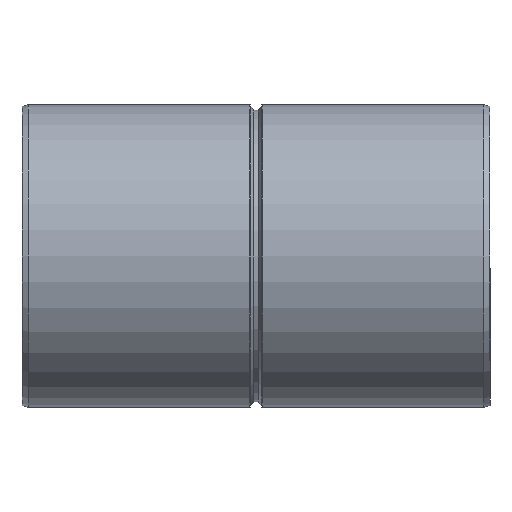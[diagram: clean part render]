
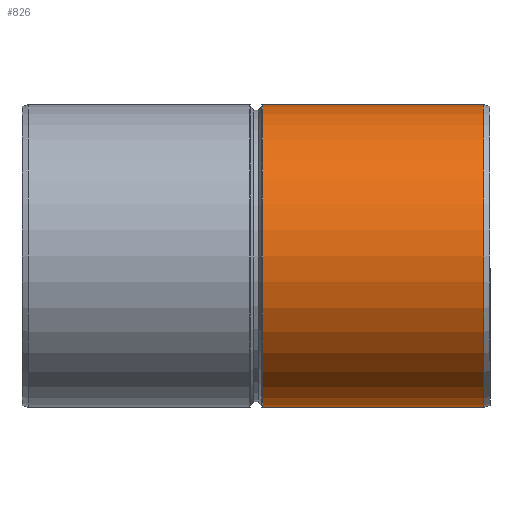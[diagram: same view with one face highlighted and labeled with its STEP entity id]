
A CAD part, front view. The second image highlights one B-rep face of the part: STEP entity #826.
In plain terms, the highlighted cylindrical face has radius 22 mm (diameter 44 mm), a full revolution.
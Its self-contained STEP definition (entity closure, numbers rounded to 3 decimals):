
#25=B_SPLINE_CURVE_WITH_KNOTS('',3,(#1391,#1392,#1393,#1394,#1395,#1396,
#1397,#1398,#1399,#1400,#1401,#1402,#1403,#1404,#1405,#1406),
 .UNSPECIFIED.,.T.,.F.,(4,1,1,1,1,1,1,1,1,1,1,1,1,4),(-3.625,
-3.452,-3.28,-3.107,-2.934,
-2.589,-2.474,-2.244,-2.129,
-1.899,-1.726,-1.554,-1.381,
-1.208),.UNSPECIFIED.);
#26=B_SPLINE_CURVE_WITH_KNOTS('',3,(#1408,#1409,#1410,#1411,#1412,#1413,
#1414,#1415,#1416,#1417,#1418,#1419,#1420,#1421,#1422,#1423),
 .UNSPECIFIED.,.T.,.F.,(4,1,1,1,1,1,1,1,1,1,1,1,1,4),(-3.625,
-3.452,-3.28,-3.107,-2.934,
-2.762,-2.589,-2.359,-2.244,
-1.899,-1.726,-1.554,-1.381,
-1.208),.UNSPECIFIED.);
#45=FACE_BOUND('',#162,.T.);
#46=FACE_BOUND('',#163,.T.);
#101=FACE_OUTER_BOUND('',#161,.T.);
#161=EDGE_LOOP('',(#594,#595,#596,#597,#598,#599));
#162=EDGE_LOOP('',(#600));
#163=EDGE_LOOP('',(#601));
#207=LINE('',#1385,#234);
#234=VECTOR('',#1140,22.);
#283=CIRCLE('',#938,22.);
#284=CIRCLE('',#939,22.);
#285=CIRCLE('',#940,22.);
#286=CIRCLE('',#941,22.);
#356=VERTEX_POINT('',#1381);
#357=VERTEX_POINT('',#1382);
#358=VERTEX_POINT('',#1384);
#359=VERTEX_POINT('',#1386);
#360=VERTEX_POINT('',#1390);
#361=VERTEX_POINT('',#1407);
#444=EDGE_CURVE('',#356,#357,#283,.T.);
#445=EDGE_CURVE('',#356,#358,#207,.T.);
#446=EDGE_CURVE('',#359,#358,#284,.T.);
#447=EDGE_CURVE('',#358,#359,#285,.T.);
#448=EDGE_CURVE('',#357,#356,#286,.T.);
#449=EDGE_CURVE('',#360,#360,#25,.T.);
#450=EDGE_CURVE('',#361,#361,#26,.T.);
#594=ORIENTED_EDGE('',*,*,#444,.F.);
#595=ORIENTED_EDGE('',*,*,#445,.T.);
#596=ORIENTED_EDGE('',*,*,#446,.F.);
#597=ORIENTED_EDGE('',*,*,#447,.F.);
#598=ORIENTED_EDGE('',*,*,#445,.F.);
#599=ORIENTED_EDGE('',*,*,#448,.F.);
#600=ORIENTED_EDGE('',*,*,#449,.F.);
#601=ORIENTED_EDGE('',*,*,#450,.F.);
#740=CYLINDRICAL_SURFACE('',#937,22.);
#826=ADVANCED_FACE('',(#101,#45,#46),#740,.T.);
#937=AXIS2_PLACEMENT_3D('',#1380,#1136,#1137);
#938=AXIS2_PLACEMENT_3D('',#1383,#1138,#1139);
#939=AXIS2_PLACEMENT_3D('',#1387,#1141,#1142);
#940=AXIS2_PLACEMENT_3D('',#1388,#1143,#1144);
#941=AXIS2_PLACEMENT_3D('',#1389,#1145,#1146);
#1136=DIRECTION('center_axis',(-1.,0.,0.));
#1137=DIRECTION('ref_axis',(0.,1.,0.));
#1138=DIRECTION('center_axis',(-1.,0.,0.));
#1139=DIRECTION('ref_axis',(0.,0.,
1.));
#1140=DIRECTION('',(1.,0.,0.));
#1141=DIRECTION('center_axis',(1.,0.,0.));
#1142=DIRECTION('ref_axis',(0.,-1.,0.));
#1143=DIRECTION('center_axis',(1.,0.,0.));
#1144=DIRECTION('ref_axis',(0.,-1.,0.));
#1145=DIRECTION('center_axis',(-1.,0.,0.));
#1146=DIRECTION('ref_axis',(0.,0.,
1.));
#1380=CARTESIAN_POINT('Origin',(17.476,0.,
0.));
#1381=CARTESIAN_POINT('',(0.953,-22.,0.));
#1382=CARTESIAN_POINT('',(0.953,0.,-22.));
#1383=CARTESIAN_POINT('Origin',(0.953,0.,
0.));
#1384=CARTESIAN_POINT('',(33.067,-22.,0.));
#1385=CARTESIAN_POINT('',(17.476,-22.,0.));
#1386=CARTESIAN_POINT('',(33.067,22.,0.));
#1387=CARTESIAN_POINT('Origin',(33.067,0.,
0.));
#1388=CARTESIAN_POINT('Origin',(33.067,0.,
0.));
#1389=CARTESIAN_POINT('Origin',(0.953,0.,
0.));
#1390=CARTESIAN_POINT('',(25.,21.474,4.783));
#1391=CARTESIAN_POINT('Ctrl Pts',(25.,21.474,4.783));
#1392=CARTESIAN_POINT('Ctrl Pts',(25.75,21.474,4.783));
#1393=CARTESIAN_POINT('Ctrl Pts',(27.248,21.551,4.454));
#1394=CARTESIAN_POINT('Ctrl Pts',(29.042,21.806,3.084));
#1395=CARTESIAN_POINT('Ctrl Pts',(30.039,22.008,1.108));
#1396=CARTESIAN_POINT('Ctrl Pts',(30.053,22.011,-1.856));
#1397=CARTESIAN_POINT('Ctrl Pts',(28.176,21.629,-4.088));
#1398=CARTESIAN_POINT('Ctrl Pts',(25.274,21.437,-4.943));
#1399=CARTESIAN_POINT('Ctrl Pts',(23.209,21.509,-4.647));
#1400=CARTESIAN_POINT('Ctrl Pts',(21.131,21.771,-3.288));
#1401=CARTESIAN_POINT('Ctrl Pts',(19.957,22.009,-1.354));
#1402=CARTESIAN_POINT('Ctrl Pts',(19.96,22.008,1.107));
#1403=CARTESIAN_POINT('Ctrl Pts',(20.96,21.805,3.084));
#1404=CARTESIAN_POINT('Ctrl Pts',(22.751,21.551,4.453));
#1405=CARTESIAN_POINT('Ctrl Pts',(24.25,21.474,4.783));
#1406=CARTESIAN_POINT('Ctrl Pts',(25.,21.474,4.783));
#1407=CARTESIAN_POINT('',(10.7,21.474,4.783));
#1408=CARTESIAN_POINT('Ctrl Pts',(10.7,21.474,4.783));
#1409=CARTESIAN_POINT('Ctrl Pts',(11.45,21.474,4.783));
#1410=CARTESIAN_POINT('Ctrl Pts',(12.949,21.551,4.453));
#1411=CARTESIAN_POINT('Ctrl Pts',(14.74,21.806,3.085));
#1412=CARTESIAN_POINT('Ctrl Pts',(15.741,22.008,1.106));
#1413=CARTESIAN_POINT('Ctrl Pts',(15.741,22.007,-1.107));
#1414=CARTESIAN_POINT('Ctrl Pts',(14.74,21.807,-3.083));
#1415=CARTESIAN_POINT('Ctrl Pts',(12.75,21.52,-4.61));
#1416=CARTESIAN_POINT('Ctrl Pts',(10.426,21.435,-4.945));
#1417=CARTESIAN_POINT('Ctrl Pts',(7.519,21.631,-4.094));
#1418=CARTESIAN_POINT('Ctrl Pts',(5.651,22.01,-1.853));
#1419=CARTESIAN_POINT('Ctrl Pts',(5.663,22.007,1.11));
#1420=CARTESIAN_POINT('Ctrl Pts',(6.659,21.806,3.084));
#1421=CARTESIAN_POINT('Ctrl Pts',(8.452,21.551,4.454));
#1422=CARTESIAN_POINT('Ctrl Pts',(9.95,21.474,4.783));
#1423=CARTESIAN_POINT('Ctrl Pts',(10.7,21.474,4.783));
